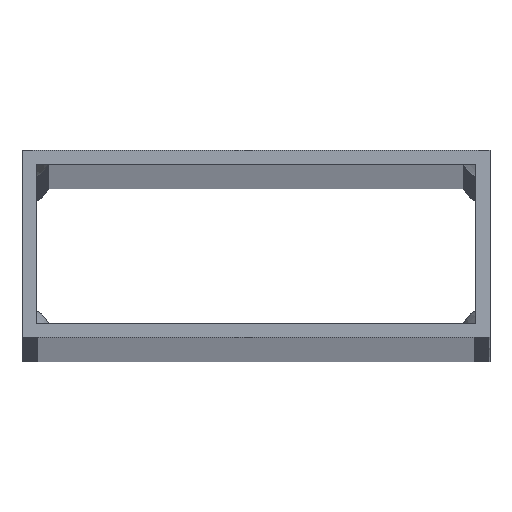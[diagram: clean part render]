
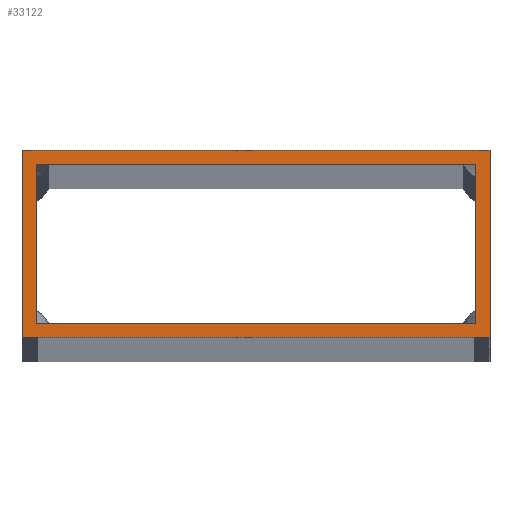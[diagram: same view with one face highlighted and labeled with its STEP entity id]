
A CAD part, top view. The second image highlights one B-rep face of the part: STEP entity #33122.
In plain terms, the highlighted planar face has unit normal (0, 0, 1).
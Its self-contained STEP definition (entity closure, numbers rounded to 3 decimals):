
#657 = CARTESIAN_POINT ( 'NONE',  ( -47., 0., 0. ) ) ;
#1113 = CARTESIAN_POINT ( 'NONE',  ( -50., -20., 0. ) ) ;
#1440 = VERTEX_POINT ( 'NONE', #31398 ) ;
#2333 = VECTOR ( 'NONE', #28962, 1000. ) ;
#6013 = EDGE_CURVE ( 'NONE', #1440, #32463, #34204, .T. ) ;
#6204 = LINE ( 'NONE', #34294, #15111 ) ;
#6531 = ORIENTED_EDGE ( 'NONE', *, *, #8705, .T. ) ;
#7429 = VECTOR ( 'NONE', #39329, 1000. ) ;
#8705 = EDGE_CURVE ( 'NONE', #31742, #17860, #29972, .T. ) ;
#9244 = VECTOR ( 'NONE', #13627, 1000. ) ;
#9309 = CARTESIAN_POINT ( 'NONE',  ( 0., -17., 0. ) ) ;
#9480 = LINE ( 'NONE', #35905, #10516 ) ;
#9484 = ORIENTED_EDGE ( 'NONE', *, *, #12369, .F. ) ;
#9881 = CARTESIAN_POINT ( 'NONE',  ( 47., 17., 0. ) ) ;
#10516 = VECTOR ( 'NONE', #19441, 1000. ) ;
#10571 = ORIENTED_EDGE ( 'NONE', *, *, #29192, .F. ) ;
#10737 = CARTESIAN_POINT ( 'NONE',  ( -50., 20., 0. ) ) ;
#10864 = VECTOR ( 'NONE', #12664, 1000. ) ;
#10894 = ORIENTED_EDGE ( 'NONE', *, *, #32283, .T. ) ;
#12369 = EDGE_CURVE ( 'NONE', #17290, #38901, #23476, .T. ) ;
#12664 = DIRECTION ( 'NONE',  ( 1., 0., 0. ) ) ;
#13230 = FACE_BOUND ( 'NONE', #25473, .T. ) ;
#13627 = DIRECTION ( 'NONE',  ( 0., 1., 0. ) ) ;
#14171 = DIRECTION ( 'NONE',  ( -1., 0., 0. ) ) ;
#15103 = VERTEX_POINT ( 'NONE', #9881 ) ;
#15111 = VECTOR ( 'NONE', #14171, 1000. ) ;
#15563 = ORIENTED_EDGE ( 'NONE', *, *, #40714, .F. ) ;
#16367 = DIRECTION ( 'NONE',  ( 1., 0., 0. ) ) ;
#17290 = VERTEX_POINT ( 'NONE', #36342 ) ;
#17860 = VERTEX_POINT ( 'NONE', #34941 ) ;
#19441 = DIRECTION ( 'NONE',  ( 0., 1., 0. ) ) ;
#19460 = AXIS2_PLACEMENT_3D ( 'NONE', #26324, #36483, #16367 ) ;
#20844 = DIRECTION ( 'NONE',  ( 0., -1., 0. ) ) ;
#21026 = VECTOR ( 'NONE', #24527, 1000. ) ;
#22426 = VECTOR ( 'NONE', #20844, 1000. ) ;
#23476 = LINE ( 'NONE', #657, #22426 ) ;
#23504 = ORIENTED_EDGE ( 'NONE', *, *, #28147, .F. ) ;
#23705 = EDGE_CURVE ( 'NONE', #17860, #1440, #9480, .T. ) ;
#24527 = DIRECTION ( 'NONE',  ( 1., 0., 0. ) ) ;
#25040 = CARTESIAN_POINT ( 'NONE',  ( -50., -20., 0. ) ) ;
#25289 = CARTESIAN_POINT ( 'NONE',  ( -50., 20., 0. ) ) ;
#25473 = EDGE_LOOP ( 'NONE', ( #15563, #10571, #9484, #23504 ) ) ;
#26324 = CARTESIAN_POINT ( 'NONE',  ( 0., 0., 0. ) ) ;
#28147 = EDGE_CURVE ( 'NONE', #15103, #17290, #6204, .T. ) ;
#28696 = LINE ( 'NONE', #9309, #10864 ) ;
#28962 = DIRECTION ( 'NONE',  ( 0., -1., 0. ) ) ;
#29044 = FACE_OUTER_BOUND ( 'NONE', #30682, .T. ) ;
#29192 = EDGE_CURVE ( 'NONE', #38901, #41346, #28696, .T. ) ;
#29972 = LINE ( 'NONE', #1113, #21026 ) ;
#30682 = EDGE_LOOP ( 'NONE', ( #33545, #35359, #10894, #6531 ) ) ;
#31398 = CARTESIAN_POINT ( 'NONE',  ( 50., 20., 0. ) ) ;
#31742 = VERTEX_POINT ( 'NONE', #25040 ) ;
#32283 = EDGE_CURVE ( 'NONE', #32463, #31742, #36981, .T. ) ;
#32463 = VERTEX_POINT ( 'NONE', #10737 ) ;
#32579 = CARTESIAN_POINT ( 'NONE',  ( -50., 20., 0. ) ) ;
#32632 = CARTESIAN_POINT ( 'NONE',  ( 47., -17., 0. ) ) ;
#33113 = PLANE ( 'NONE',  #19460 ) ;
#33122 = ADVANCED_FACE ( 'NONE', ( #13230, #29044 ), #33113, .T. ) ;
#33545 = ORIENTED_EDGE ( 'NONE', *, *, #23705, .T. ) ;
#34204 = LINE ( 'NONE', #32579, #7429 ) ;
#34294 = CARTESIAN_POINT ( 'NONE',  ( 0., 17., 0. ) ) ;
#34941 = CARTESIAN_POINT ( 'NONE',  ( 50., -20., 0. ) ) ;
#35359 = ORIENTED_EDGE ( 'NONE', *, *, #6013, .T. ) ;
#35905 = CARTESIAN_POINT ( 'NONE',  ( 50., 20., 0. ) ) ;
#36021 = LINE ( 'NONE', #43307, #9244 ) ;
#36342 = CARTESIAN_POINT ( 'NONE',  ( -47., 17., 0. ) ) ;
#36483 = DIRECTION ( 'NONE',  ( 0., 0., 1. ) ) ;
#36981 = LINE ( 'NONE', #25289, #2333 ) ;
#38901 = VERTEX_POINT ( 'NONE', #39033 ) ;
#39033 = CARTESIAN_POINT ( 'NONE',  ( -47., -17., 0. ) ) ;
#39329 = DIRECTION ( 'NONE',  ( -1., 0., 0. ) ) ;
#40714 = EDGE_CURVE ( 'NONE', #41346, #15103, #36021, .T. ) ;
#41346 = VERTEX_POINT ( 'NONE', #32632 ) ;
#43307 = CARTESIAN_POINT ( 'NONE',  ( 47., 0., 0. ) ) ;
